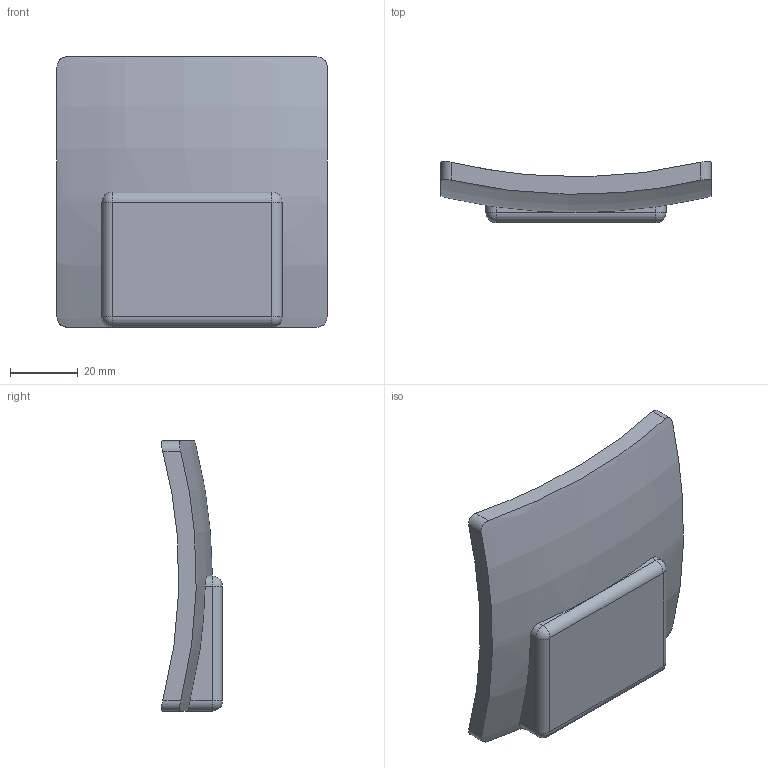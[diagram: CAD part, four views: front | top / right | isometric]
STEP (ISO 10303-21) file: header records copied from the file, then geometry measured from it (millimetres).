
FILE_DESCRIPTION(('Open CASCADE Model'),'2;1');
FILE_NAME('Open CASCADE Shape Model','2025-06-22T11:43:32',('Author'),( 'Open CASCADE'),'Open CASCADE STEP processor 7.7','Open CASCADE 7.7' ,'Unknown');
FILE_SCHEMA(('AUTOMOTIVE_DESIGN { 1 0 10303 214 1 1 1 1 }'));
Length unit declared in the file: millimetre
Products named in the file (1): Open CASCADE STEP translator 7.7 31
Bounding box: 80 x 18.03 x 80 mm (x, y, z)
Volume: 43662.9 mm3; surface area: 15932.6 mm2
Topology: 1 solids, 1 shells, 31 faces, 74 edges, 43 vertices
Faces by surface type: cylinder 14, plane 11, sphere 4, revolution 2
Full cylindrical faces by diameter (mm): 2.5 x2
Entity records: 2839 total; most frequent: CARTESIAN_POINT 1550, DIRECTION 204, ORIENTED_EDGE 136, PCURVE 136, DEFINITIONAL_REPRESENTATION 136, LINE 106, VECTOR 106, B_SPLINE_CURVE_WITH_KNOTS 78
